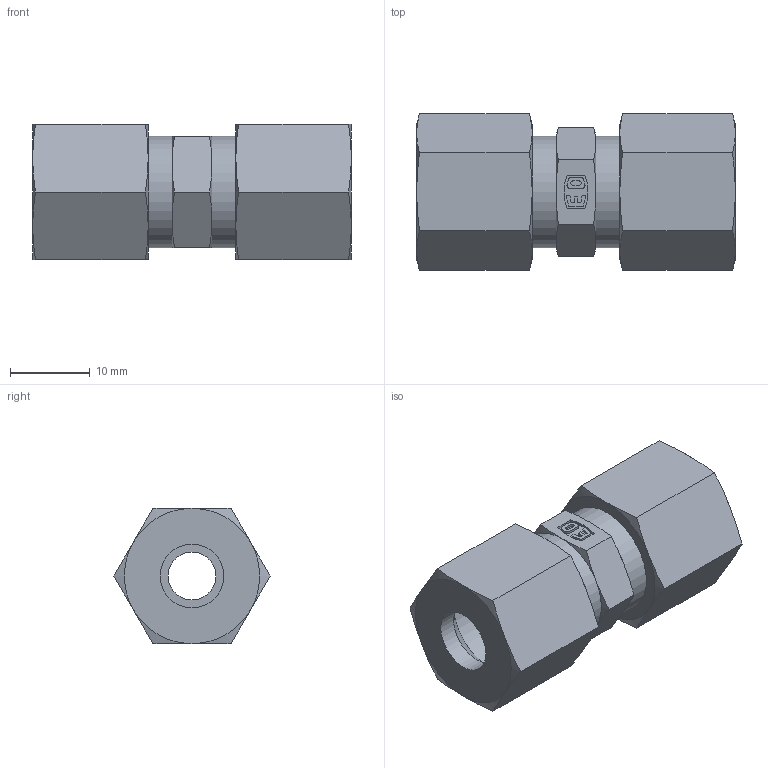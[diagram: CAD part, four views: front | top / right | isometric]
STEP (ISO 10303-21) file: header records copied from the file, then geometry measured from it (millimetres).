
FILE_DESCRIPTION( ( 'STEP AP214' ), '1' );
FILE_NAME( 'EO_Union_G08ZLCF_2_14.stp', ' ', ( ' ' ), ( ' ' ), 'PSStep 15.0.47', 'PARTsolutions', ' ' );
FILE_SCHEMA( ( 'AUTOMOTIVE_DESIGN { 1 0 10303 214 1 1 1 1 }' ) );
Length unit declared in the file: millimetre
Products named in the file (3): EO Union G08ZLCF; _EO Union G08ZLCF_1; _EO Nut EO 24° Cone end M08LCFX
Assembly tree (3 placements, depth 2):
  EO Union G08ZLCF
    _EO Union G08ZLCF_1
    _EO Nut EO 24° Cone end M08LCFX  x2
Bounding box: 40 x 19.63 x 17 mm (x, y, z)
Volume: 6947.4 mm3; surface area: 5300.6 mm2
Topology: 3 solids, 3 shells, 124 faces, 284 edges, 174 vertices
Faces by surface type: plane 55, cone 44, cylinder 25
Full cylindrical faces by diameter (mm): 3.36 x1, 6 x1, 8 x4, 12.376 x2, 14 x2
Entity records: 3668 total; most frequent: CARTESIAN_POINT 624, DIRECTION 450, ORIENTED_EDGE 434, EDGE_CURVE 217, AXIS2_PLACEMENT_3D 177, VERTEX_POINT 143, EDGE_LOOP 126, FACE_OUTER_BOUND 108
